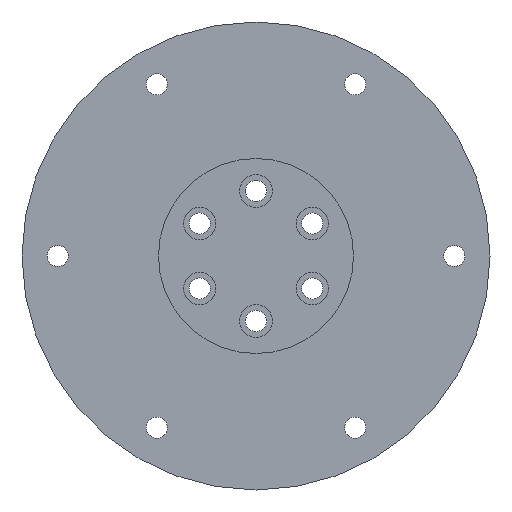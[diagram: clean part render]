
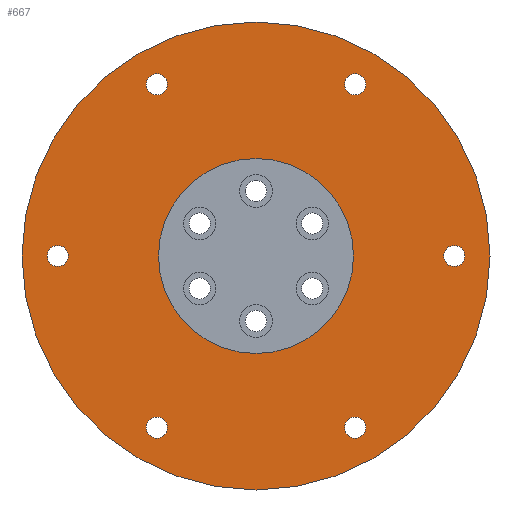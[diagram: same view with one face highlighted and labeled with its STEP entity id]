
A CAD part, front view. The second image highlights one B-rep face of the part: STEP entity #667.
In plain terms, the highlighted planar face has unit normal (0, -1, 0).
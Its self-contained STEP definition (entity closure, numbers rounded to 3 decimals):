
#46=FACE_BOUND('',#186,.T.);
#47=FACE_BOUND('',#187,.T.);
#48=FACE_BOUND('',#188,.T.);
#49=FACE_BOUND('',#189,.T.);
#50=FACE_BOUND('',#190,.T.);
#51=FACE_BOUND('',#191,.T.);
#52=FACE_BOUND('',#192,.T.);
#68=PLANE('',#787);
#111=FACE_OUTER_BOUND('',#185,.T.);
#185=EDGE_LOOP('',(#590));
#186=EDGE_LOOP('',(#591));
#187=EDGE_LOOP('',(#592));
#188=EDGE_LOOP('',(#593));
#189=EDGE_LOOP('',(#594));
#190=EDGE_LOOP('',(#595));
#191=EDGE_LOOP('',(#596));
#192=EDGE_LOOP('',(#597));
#277=CIRCLE('',#745,1.625);
#281=CIRCLE('',#752,1.625);
#285=CIRCLE('',#759,1.625);
#289=CIRCLE('',#766,1.625);
#293=CIRCLE('',#773,1.625);
#297=CIRCLE('',#780,1.625);
#298=CIRCLE('',#782,15.);
#300=CIRCLE('',#785,36.);
#331=VERTEX_POINT('',#1110);
#335=VERTEX_POINT('',#1123);
#339=VERTEX_POINT('',#1136);
#343=VERTEX_POINT('',#1149);
#347=VERTEX_POINT('',#1162);
#351=VERTEX_POINT('',#1175);
#352=VERTEX_POINT('',#1179);
#354=VERTEX_POINT('',#1185);
#400=EDGE_CURVE('',#331,#331,#277,.T.);
#406=EDGE_CURVE('',#335,#335,#281,.T.);
#412=EDGE_CURVE('',#339,#339,#285,.T.);
#418=EDGE_CURVE('',#343,#343,#289,.T.);
#424=EDGE_CURVE('',#347,#347,#293,.T.);
#430=EDGE_CURVE('',#351,#351,#297,.T.);
#432=EDGE_CURVE('',#352,#352,#298,.T.);
#435=EDGE_CURVE('',#354,#354,#300,.T.);
#590=ORIENTED_EDGE('',*,*,#435,.F.);
#591=ORIENTED_EDGE('',*,*,#400,.T.);
#592=ORIENTED_EDGE('',*,*,#406,.T.);
#593=ORIENTED_EDGE('',*,*,#412,.T.);
#594=ORIENTED_EDGE('',*,*,#418,.T.);
#595=ORIENTED_EDGE('',*,*,#424,.T.);
#596=ORIENTED_EDGE('',*,*,#430,.T.);
#597=ORIENTED_EDGE('',*,*,#432,.F.);
#667=ADVANCED_FACE('',(#111,#46,#47,#48,#49,#50,#51,#52),#68,.F.);
#745=AXIS2_PLACEMENT_3D('',#1112,#913,#914);
#752=AXIS2_PLACEMENT_3D('',#1125,#929,#930);
#759=AXIS2_PLACEMENT_3D('',#1138,#945,#946);
#766=AXIS2_PLACEMENT_3D('',#1151,#961,#962);
#773=AXIS2_PLACEMENT_3D('',#1164,#977,#978);
#780=AXIS2_PLACEMENT_3D('',#1177,#993,#994);
#782=AXIS2_PLACEMENT_3D('',#1181,#998,#999);
#785=AXIS2_PLACEMENT_3D('',#1187,#1005,#1006);
#787=AXIS2_PLACEMENT_3D('',#1189,#1009,#1010);
#913=DIRECTION('center_axis',(0.,1.,0.));
#914=DIRECTION('ref_axis',(1.,0.,0.));
#929=DIRECTION('center_axis',(0.,1.,0.));
#930=DIRECTION('ref_axis',(1.,0.,0.));
#945=DIRECTION('center_axis',(0.,1.,0.));
#946=DIRECTION('ref_axis',(1.,0.,0.));
#961=DIRECTION('center_axis',(0.,1.,0.));
#962=DIRECTION('ref_axis',(1.,0.,0.));
#977=DIRECTION('center_axis',(0.,1.,0.));
#978=DIRECTION('ref_axis',(1.,0.,0.));
#993=DIRECTION('center_axis',(0.,1.,0.));
#994=DIRECTION('ref_axis',(1.,0.,0.));
#998=DIRECTION('center_axis',(0.,-1.,0.));
#999=DIRECTION('ref_axis',(1.,0.,0.));
#1005=DIRECTION('center_axis',(0.,1.,0.));
#1006=DIRECTION('ref_axis',(-1.,0.,0.));
#1009=DIRECTION('center_axis',(0.,1.,0.));
#1010=DIRECTION('ref_axis',(0.,0.,1.));
#1110=CARTESIAN_POINT('',(-16.875,0.,-26.414));
#1112=CARTESIAN_POINT('Origin',(-15.25,0.,-26.414));
#1123=CARTESIAN_POINT('',(13.625,0.,-26.414));
#1125=CARTESIAN_POINT('Origin',(15.25,0.,-26.414));
#1136=CARTESIAN_POINT('',(28.875,0.,0.));
#1138=CARTESIAN_POINT('Origin',(30.5,0.,0.));
#1149=CARTESIAN_POINT('',(13.625,0.,26.414));
#1151=CARTESIAN_POINT('Origin',(15.25,0.,26.414));
#1162=CARTESIAN_POINT('',(-16.875,0.,26.414));
#1164=CARTESIAN_POINT('Origin',(-15.25,0.,26.414));
#1175=CARTESIAN_POINT('',(-32.125,0.,0.));
#1177=CARTESIAN_POINT('Origin',(-30.5,0.,0.));
#1179=CARTESIAN_POINT('',(-15.,0.,0.));
#1181=CARTESIAN_POINT('Origin',(0.,0.,0.));
#1185=CARTESIAN_POINT('',(36.,0.,0.));
#1187=CARTESIAN_POINT('Origin',(0.,0.,0.));
#1189=CARTESIAN_POINT('Origin',(0.,0.,0.));
